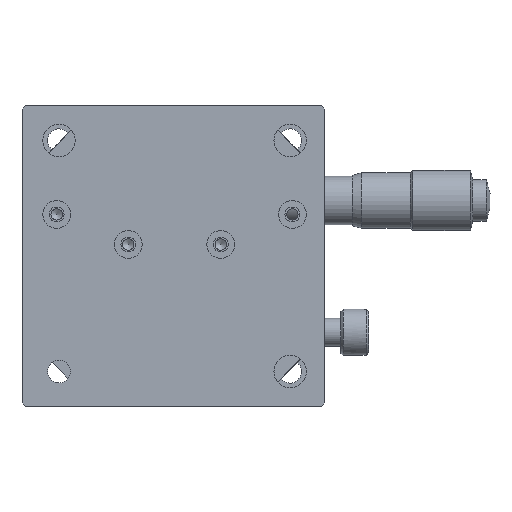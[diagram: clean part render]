
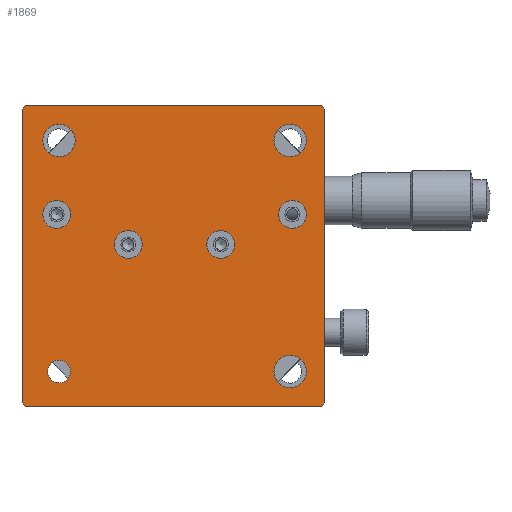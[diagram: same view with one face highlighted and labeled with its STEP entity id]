
A CAD part, front view. The second image highlights one B-rep face of the part: STEP entity #1869.
In plain terms, the highlighted planar face has unit normal (0, -1, 0).
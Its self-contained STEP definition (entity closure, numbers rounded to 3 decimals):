
#53 = DIRECTION ( 'NONE',  ( -1., 0., 0. ) ) ;
#72 = DIRECTION ( 'NONE',  ( 1., 0., 0. ) ) ;
#122 = AXIS2_PLACEMENT_3D ( 'NONE', #11598, #3243, #5976 ) ;
#155 = CARTESIAN_POINT ( 'NONE',  ( 61.79, 0., 2.5 ) ) ;
#323 = DIRECTION ( 'NONE',  ( 0., 1., 0. ) ) ;
#499 = FACE_BOUND ( 'NONE', #4862, .T. ) ;
#527 = VECTOR ( 'NONE', #72, 1000. ) ;
#656 = CARTESIAN_POINT ( 'NONE',  ( 55., 0., -8.5 ) ) ;
#761 = CARTESIAN_POINT ( 'NONE',  ( -3., 0., 1.79 ) ) ;
#858 = CIRCLE ( 'NONE', #7617, 3. ) ;
#914 = EDGE_CURVE ( 'NONE', #9899, #9899, #6893, .T. ) ;
#974 = CARTESIAN_POINT ( 'NONE',  ( 0., 0., -62.5 ) ) ;
#1033 = ORIENTED_EDGE ( 'NONE', *, *, #3405, .F. ) ;
#1207 = EDGE_CURVE ( 'NONE', #2452, #11169, #7539, .T. ) ;
#1237 = ORIENTED_EDGE ( 'NONE', *, *, #5344, .F. ) ;
#1367 = CARTESIAN_POINT ( 'NONE',  ( 20., 0., -30.5 ) ) ;
#1411 = FACE_BOUND ( 'NONE', #4642, .T. ) ;
#1443 = LINE ( 'NONE', #7988, #2799 ) ;
#1453 = VECTOR ( 'NONE', #10056, 1000. ) ;
#1506 = VERTEX_POINT ( 'NONE', #11945 ) ;
#1563 = LINE ( 'NONE', #4575, #1843 ) ;
#1632 = CARTESIAN_POINT ( 'NONE',  ( 61.79, 0., -62.5 ) ) ;
#1741 = DIRECTION ( 'NONE',  ( 0., -1., 0. ) ) ;
#1843 = VECTOR ( 'NONE', #5251, 1000. ) ;
#1869 = ADVANCED_FACE ( 'NONE', ( #10465, #1411, #499, #2313, #6976, #6793, #10647, #5827, #3948 ), #2198, .F. ) ;
#1972 = EDGE_CURVE ( 'NONE', #1506, #2286, #6054, .T. ) ;
#2120 = EDGE_LOOP ( 'NONE', ( #5934 ) ) ;
#2129 = CIRCLE ( 'NONE', #10664, 3.5 ) ;
#2138 = VERTEX_POINT ( 'NONE', #6789 ) ;
#2198 = PLANE ( 'NONE',  #5401 ) ;
#2205 = VERTEX_POINT ( 'NONE', #1367 ) ;
#2244 = CARTESIAN_POINT ( 'NONE',  ( -3., 0., 1.79 ) ) ;
#2286 = VERTEX_POINT ( 'NONE', #2244 ) ;
#2292 = VERTEX_POINT ( 'NONE', #9482 ) ;
#2294 = CARTESIAN_POINT ( 'NONE',  ( 20., 0., -27.5 ) ) ;
#2313 = FACE_BOUND ( 'NONE', #11162, .T. ) ;
#2424 = EDGE_LOOP ( 'NONE', ( #4653 ) ) ;
#2452 = VERTEX_POINT ( 'NONE', #4414 ) ;
#2500 = VERTEX_POINT ( 'NONE', #1632 ) ;
#2572 = AXIS2_PLACEMENT_3D ( 'NONE', #6422, #5340, #9130 ) ;
#2716 = DIRECTION ( 'NONE',  ( 0., 0., -1. ) ) ;
#2799 = VECTOR ( 'NONE', #5124, 1000. ) ;
#2877 = DIRECTION ( 'NONE',  ( 0., -1., 0. ) ) ;
#3000 = CIRCLE ( 'NONE', #5332, 3.5 ) ;
#3031 = ORIENTED_EDGE ( 'NONE', *, *, #11912, .F. ) ;
#3077 = AXIS2_PLACEMENT_3D ( 'NONE', #8911, #1741, #8222 ) ;
#3129 = ORIENTED_EDGE ( 'NONE', *, *, #9616, .F. ) ;
#3243 = DIRECTION ( 'NONE',  ( 0., -1., 0. ) ) ;
#3405 = EDGE_CURVE ( 'NONE', #2205, #2205, #858, .T. ) ;
#3513 = CIRCLE ( 'NONE', #2572, 3. ) ;
#3518 = VERTEX_POINT ( 'NONE', #10698 ) ;
#3553 = EDGE_CURVE ( 'NONE', #2500, #2292, #9489, .T. ) ;
#3670 = VERTEX_POINT ( 'NONE', #4187 ) ;
#3769 = EDGE_LOOP ( 'NONE', ( #9794 ) ) ;
#3838 = CARTESIAN_POINT ( 'NONE',  ( -2.29, 0., -62.5 ) ) ;
#3948 = FACE_BOUND ( 'NONE', #8947, .T. ) ;
#4138 = VECTOR ( 'NONE', #6612, 1000. ) ;
#4187 = CARTESIAN_POINT ( 'NONE',  ( -2.29, 0., 2.5 ) ) ;
#4193 = CARTESIAN_POINT ( 'NONE',  ( 0., 0., 0. ) ) ;
#4391 = CIRCLE ( 'NONE', #6716, 3. ) ;
#4414 = CARTESIAN_POINT ( 'NONE',  ( 62.5, 0., 1.79 ) ) ;
#4449 = LINE ( 'NONE', #761, #1453 ) ;
#4575 = CARTESIAN_POINT ( 'NONE',  ( -2.29, 0., -62.5 ) ) ;
#4596 = VERTEX_POINT ( 'NONE', #7382 ) ;
#4642 = EDGE_LOOP ( 'NONE', ( #1033 ) ) ;
#4653 = ORIENTED_EDGE ( 'NONE', *, *, #9921, .F. ) ;
#4728 = LINE ( 'NONE', #8399, #527 ) ;
#4862 = EDGE_LOOP ( 'NONE', ( #8435 ) ) ;
#4926 = VERTEX_POINT ( 'NONE', #3838 ) ;
#5124 = DIRECTION ( 'NONE',  ( 0., 0., -1. ) ) ;
#5218 = DIRECTION ( 'NONE',  ( 0., 0., 1. ) ) ;
#5251 = DIRECTION ( 'NONE',  ( 0.707, 0., -0.707 ) ) ;
#5332 = AXIS2_PLACEMENT_3D ( 'NONE', #9397, #2877, #6580 ) ;
#5340 = DIRECTION ( 'NONE',  ( 0., -1., 0. ) ) ;
#5344 = EDGE_CURVE ( 'NONE', #3670, #11169, #4728, .T. ) ;
#5401 = AXIS2_PLACEMENT_3D ( 'NONE', #4193, #323, #10588 ) ;
#5570 = EDGE_CURVE ( 'NONE', #7456, #7456, #4391, .T. ) ;
#5827 = FACE_BOUND ( 'NONE', #3769, .T. ) ;
#5934 = ORIENTED_EDGE ( 'NONE', *, *, #7631, .F. ) ;
#5976 = DIRECTION ( 'NONE',  ( 0., 0., -1. ) ) ;
#6054 = LINE ( 'NONE', #11809, #6947 ) ;
#6096 = VECTOR ( 'NONE', #10540, 1000. ) ;
#6422 = CARTESIAN_POINT ( 'NONE',  ( 4.5, 0., -21. ) ) ;
#6494 = CARTESIAN_POINT ( 'NONE',  ( 55.5, 0., -24. ) ) ;
#6580 = DIRECTION ( 'NONE',  ( 0., 0., -1. ) ) ;
#6612 = DIRECTION ( 'NONE',  ( 0.707, 0., 0.707 ) ) ;
#6716 = AXIS2_PLACEMENT_3D ( 'NONE', #6975, #10758, #7154 ) ;
#6762 = ORIENTED_EDGE ( 'NONE', *, *, #7268, .F. ) ;
#6789 = CARTESIAN_POINT ( 'NONE',  ( 4.5, 0., -24. ) ) ;
#6793 = FACE_OUTER_BOUND ( 'NONE', #7672, .T. ) ;
#6893 = CIRCLE ( 'NONE', #122, 3.5 ) ;
#6947 = VECTOR ( 'NONE', #5218, 1000. ) ;
#6975 = CARTESIAN_POINT ( 'NONE',  ( 55.5, 0., -21. ) ) ;
#6976 = FACE_BOUND ( 'NONE', #2424, .T. ) ;
#7154 = DIRECTION ( 'NONE',  ( 0., 0., -1. ) ) ;
#7190 = EDGE_CURVE ( 'NONE', #3670, #2286, #4449, .T. ) ;
#7268 = EDGE_CURVE ( 'NONE', #2452, #2292, #1443, .T. ) ;
#7371 = ORIENTED_EDGE ( 'NONE', *, *, #8571, .F. ) ;
#7382 = CARTESIAN_POINT ( 'NONE',  ( 40., 0., -30.5 ) ) ;
#7428 = EDGE_CURVE ( 'NONE', #1506, #4926, #1563, .T. ) ;
#7456 = VERTEX_POINT ( 'NONE', #6494 ) ;
#7460 = ORIENTED_EDGE ( 'NONE', *, *, #7428, .T. ) ;
#7536 = AXIS2_PLACEMENT_3D ( 'NONE', #9887, #9095, #8170 ) ;
#7539 = LINE ( 'NONE', #155, #6096 ) ;
#7576 = CARTESIAN_POINT ( 'NONE',  ( 5., 0., -8.5 ) ) ;
#7617 = AXIS2_PLACEMENT_3D ( 'NONE', #2294, #9722, #9839 ) ;
#7631 = EDGE_CURVE ( 'NONE', #9552, #9552, #3000, .T. ) ;
#7672 = EDGE_LOOP ( 'NONE', ( #7460, #3031, #11497, #6762, #11635, #1237, #11077, #9953 ) ) ;
#7838 = CARTESIAN_POINT ( 'NONE',  ( 61.79, 0., 2.5 ) ) ;
#7860 = CARTESIAN_POINT ( 'NONE',  ( 55., 0., -55. ) ) ;
#7988 = CARTESIAN_POINT ( 'NONE',  ( 62.5, 0., 0. ) ) ;
#8170 = DIRECTION ( 'NONE',  ( 0., 0., -1. ) ) ;
#8222 = DIRECTION ( 'NONE',  ( 0., 0., -1. ) ) ;
#8325 = VECTOR ( 'NONE', #53, 1000. ) ;
#8399 = CARTESIAN_POINT ( 'NONE',  ( 0., 0., 2.5 ) ) ;
#8435 = ORIENTED_EDGE ( 'NONE', *, *, #5570, .F. ) ;
#8571 = EDGE_CURVE ( 'NONE', #2138, #2138, #3513, .T. ) ;
#8911 = CARTESIAN_POINT ( 'NONE',  ( 40., 0., -27.5 ) ) ;
#8947 = EDGE_LOOP ( 'NONE', ( #3129 ) ) ;
#9067 = ORIENTED_EDGE ( 'NONE', *, *, #10799, .F. ) ;
#9095 = DIRECTION ( 'NONE',  ( 0., -1., 0. ) ) ;
#9130 = DIRECTION ( 'NONE',  ( 0., 0., -1. ) ) ;
#9296 = LINE ( 'NONE', #974, #8325 ) ;
#9397 = CARTESIAN_POINT ( 'NONE',  ( 5., 0., -5. ) ) ;
#9427 = CARTESIAN_POINT ( 'NONE',  ( 62.5, 0., -61.79 ) ) ;
#9482 = CARTESIAN_POINT ( 'NONE',  ( 62.5, 0., -61.79 ) ) ;
#9489 = LINE ( 'NONE', #9427, #4138 ) ;
#9552 = VERTEX_POINT ( 'NONE', #7576 ) ;
#9616 = EDGE_CURVE ( 'NONE', #9917, #9917, #2129, .T. ) ;
#9722 = DIRECTION ( 'NONE',  ( 0., -1., 0. ) ) ;
#9794 = ORIENTED_EDGE ( 'NONE', *, *, #914, .F. ) ;
#9839 = DIRECTION ( 'NONE',  ( 0., 0., -1. ) ) ;
#9887 = CARTESIAN_POINT ( 'NONE',  ( 5., 0., -55. ) ) ;
#9899 = VERTEX_POINT ( 'NONE', #656 ) ;
#9917 = VERTEX_POINT ( 'NONE', #10753 ) ;
#9921 = EDGE_CURVE ( 'NONE', #3518, #3518, #11465, .T. ) ;
#9953 = ORIENTED_EDGE ( 'NONE', *, *, #1972, .F. ) ;
#10056 = DIRECTION ( 'NONE',  ( -0.707, 0., -0.707 ) ) ;
#10422 = EDGE_LOOP ( 'NONE', ( #9067 ) ) ;
#10465 = FACE_BOUND ( 'NONE', #10422, .T. ) ;
#10540 = DIRECTION ( 'NONE',  ( -0.707, 0., 0.707 ) ) ;
#10588 = DIRECTION ( 'NONE',  ( 0., 0., 1. ) ) ;
#10647 = FACE_BOUND ( 'NONE', #2120, .T. ) ;
#10664 = AXIS2_PLACEMENT_3D ( 'NONE', #7860, #12021, #2716 ) ;
#10698 = CARTESIAN_POINT ( 'NONE',  ( 5., 0., -57.459 ) ) ;
#10753 = CARTESIAN_POINT ( 'NONE',  ( 55., 0., -58.5 ) ) ;
#10758 = DIRECTION ( 'NONE',  ( 0., -1., 0. ) ) ;
#10799 = EDGE_CURVE ( 'NONE', #4596, #4596, #11280, .T. ) ;
#11077 = ORIENTED_EDGE ( 'NONE', *, *, #7190, .T. ) ;
#11162 = EDGE_LOOP ( 'NONE', ( #7371 ) ) ;
#11169 = VERTEX_POINT ( 'NONE', #7838 ) ;
#11280 = CIRCLE ( 'NONE', #3077, 3. ) ;
#11465 = CIRCLE ( 'NONE', #7536, 2.459 ) ;
#11497 = ORIENTED_EDGE ( 'NONE', *, *, #3553, .T. ) ;
#11598 = CARTESIAN_POINT ( 'NONE',  ( 55., 0., -5. ) ) ;
#11635 = ORIENTED_EDGE ( 'NONE', *, *, #1207, .T. ) ;
#11809 = CARTESIAN_POINT ( 'NONE',  ( -3., 0., 0. ) ) ;
#11912 = EDGE_CURVE ( 'NONE', #2500, #4926, #9296, .T. ) ;
#11945 = CARTESIAN_POINT ( 'NONE',  ( -3., 0., -61.79 ) ) ;
#12021 = DIRECTION ( 'NONE',  ( 0., -1., 0. ) ) ;
